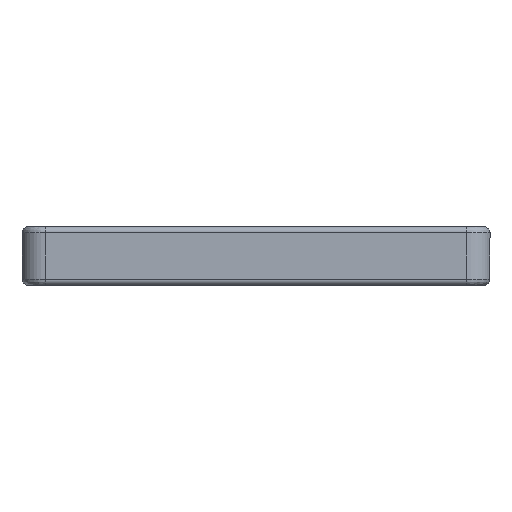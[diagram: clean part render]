
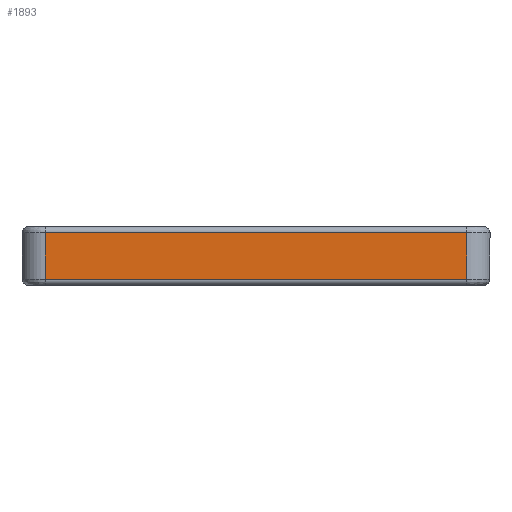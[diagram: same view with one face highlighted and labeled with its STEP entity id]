
A CAD part, left-side view. The second image highlights one B-rep face of the part: STEP entity #1893.
In plain terms, the highlighted planar face has unit normal (-1, 0, 0).
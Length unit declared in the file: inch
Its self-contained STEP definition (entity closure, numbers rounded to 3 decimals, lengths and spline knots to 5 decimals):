
#73 = EDGE_CURVE ( 'NONE', #1135, #694, #1339, .T. ) ;
#220 = ORIENTED_EDGE ( 'NONE', *, *, #1805, .T. ) ;
#330 = DIRECTION ( 'NONE',  ( 0., -1., 0. ) ) ;
#371 = CARTESIAN_POINT ( 'NONE',  ( -5.72835, -0.7874, 0. ) ) ;
#433 = VERTEX_POINT ( 'NONE', #1238 ) ;
#517 = FACE_OUTER_BOUND ( 'NONE', #921, .T. ) ;
#553 = DIRECTION ( 'NONE',  ( 0., 0., -1. ) ) ;
#674 = ORIENTED_EDGE ( 'NONE', *, *, #1495, .T. ) ;
#694 = VERTEX_POINT ( 'NONE', #1330 ) ;
#701 = DIRECTION ( 'NONE',  ( -1., 0., 0. ) ) ;
#709 = VECTOR ( 'NONE', #330, 39.37008 ) ;
#734 = CARTESIAN_POINT ( 'NONE',  ( -5.72835, -0.3937, 0.07874 ) ) ;
#792 = VECTOR ( 'NONE', #1847, 39.37008 ) ;
#914 = VECTOR ( 'NONE', #553, 39.37008 ) ;
#921 = EDGE_LOOP ( 'NONE', ( #674, #1822, #1496, #220 ) ) ;
#995 = LINE ( 'NONE', #2047, #1293 ) ;
#1135 = VERTEX_POINT ( 'NONE', #1526 ) ;
#1170 = LINE ( 'NONE', #1954, #709 ) ;
#1238 = CARTESIAN_POINT ( 'NONE',  ( -5.72835, -0.70866, -0.07874 ) ) ;
#1293 = VECTOR ( 'NONE', #1917, 39.37008 ) ;
#1330 = CARTESIAN_POINT ( 'NONE',  ( -5.72835, -0.70866, 0.07874 ) ) ;
#1339 = LINE ( 'NONE', #734, #792 ) ;
#1401 = EDGE_CURVE ( 'NONE', #694, #433, #995, .T. ) ;
#1480 = CARTESIAN_POINT ( 'NONE',  ( -5.72835, 0.70866, -0.07874 ) ) ;
#1495 = EDGE_CURVE ( 'NONE', #1607, #433, #1170, .T. ) ;
#1496 = ORIENTED_EDGE ( 'NONE', *, *, #73, .F. ) ;
#1509 = DIRECTION ( 'NONE',  ( 0., 0., 1. ) ) ;
#1511 = AXIS2_PLACEMENT_3D ( 'NONE', #371, #701, #1509 ) ;
#1525 = CARTESIAN_POINT ( 'NONE',  ( -5.72835, 0.70866, 0. ) ) ;
#1526 = CARTESIAN_POINT ( 'NONE',  ( -5.72835, 0.70866, 0.07874 ) ) ;
#1607 = VERTEX_POINT ( 'NONE', #1480 ) ;
#1772 = LINE ( 'NONE', #1525, #914 ) ;
#1805 = EDGE_CURVE ( 'NONE', #1135, #1607, #1772, .T. ) ;
#1822 = ORIENTED_EDGE ( 'NONE', *, *, #1401, .F. ) ;
#1847 = DIRECTION ( 'NONE',  ( 0., -1., 0. ) ) ;
#1893 = ADVANCED_FACE ( 'NONE', ( #517 ), #2005, .T. ) ;
#1917 = DIRECTION ( 'NONE',  ( 0., 0., -1. ) ) ;
#1954 = CARTESIAN_POINT ( 'NONE',  ( -5.72835, -0.7874, -0.07874 ) ) ;
#2005 = PLANE ( 'NONE',  #1511 ) ;
#2047 = CARTESIAN_POINT ( 'NONE',  ( -5.72835, -0.70866, 0. ) ) ;
